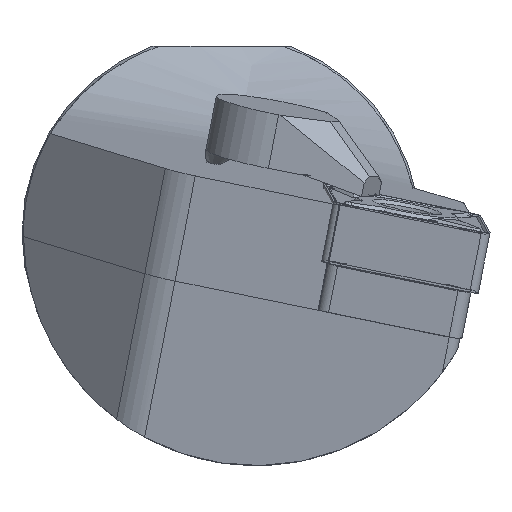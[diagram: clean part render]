
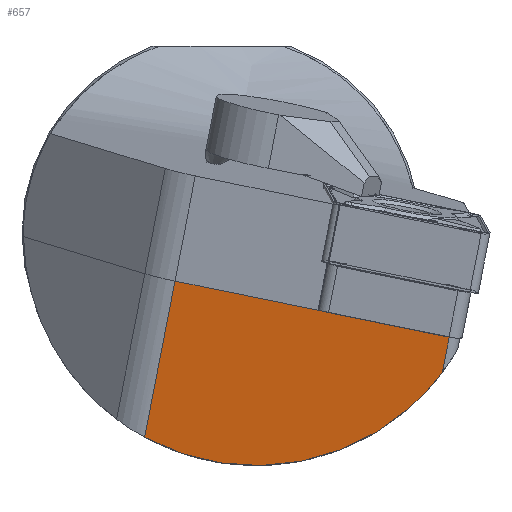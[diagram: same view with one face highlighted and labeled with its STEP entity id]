
A CAD part, left-side view. The second image highlights one B-rep face of the part: STEP entity #657.
In plain terms, the highlighted planar face has unit normal (-0.991, 0.104, -0.086).
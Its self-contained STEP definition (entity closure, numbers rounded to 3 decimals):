
#647=ELLIPSE('',#2649,23.566,23.35);
#657=ADVANCED_FACE('',(#847),#777,.F.);
#777=PLANE('',#2650);
#847=FACE_OUTER_BOUND('',#955,.T.);
#955=EDGE_LOOP('',(#1180,#1181,#1182,#1183,#1184,#1185));
#1180=ORIENTED_EDGE('',*,*,#1993,.F.);
#1181=ORIENTED_EDGE('',*,*,#1994,.T.);
#1182=ORIENTED_EDGE('',*,*,#1995,.T.);
#1183=ORIENTED_EDGE('',*,*,#1996,.F.);
#1184=ORIENTED_EDGE('',*,*,#1997,.T.);
#1185=ORIENTED_EDGE('',*,*,#1985,.T.);
#1781=VERTEX_POINT('',#3456);
#1782=VERTEX_POINT('',#3458);
#1790=VERTEX_POINT('',#3480);
#1791=VERTEX_POINT('',#3482);
#1792=VERTEX_POINT('',#3484);
#1793=VERTEX_POINT('',#3486);
#1985=EDGE_CURVE('',#1781,#1782,#2288,.T.);
#1993=EDGE_CURVE('',#1790,#1782,#2293,.T.);
#1994=EDGE_CURVE('',#1790,#1791,#2294,.T.);
#1995=EDGE_CURVE('',#1791,#1792,#647,.T.);
#1996=EDGE_CURVE('',#1793,#1792,#2295,.T.);
#1997=EDGE_CURVE('',#1793,#1781,#2296,.T.);
#2288=LINE('',#3459,#2466);
#2293=LINE('',#3479,#2471);
#2294=LINE('',#3481,#2472);
#2295=LINE('',#3485,#2473);
#2296=LINE('',#3487,#2474);
#2466=VECTOR('',#2861,1.);
#2471=VECTOR('',#2874,1.);
#2472=VECTOR('',#2875,1.);
#2473=VECTOR('',#2878,1.);
#2474=VECTOR('',#2879,1.);
#2649=AXIS2_PLACEMENT_3D('',#3483,#2876,#2877);
#2650=AXIS2_PLACEMENT_3D('',#3488,#2880,#2881);
#2861=DIRECTION('',(0.085,0.976,0.199));
#2874=DIRECTION('',(-0.085,-0.976,-0.199));
#2875=DIRECTION('',(0.105,0.19,-0.976));
#2876=DIRECTION('',(-0.991,0.104,-0.086));
#2877=DIRECTION('',(-0.135,-0.765,0.63));
#2878=DIRECTION('',(0.105,0.19,-0.976));
#2879=DIRECTION('',(0.085,0.976,0.199));
#2880=DIRECTION('',(0.991,-0.104,0.086));
#2881=DIRECTION('',(0.105,0.995,0.));
#3456=CARTESIAN_POINT('',(-227.387,-9.862,51.691));
#3458=CARTESIAN_POINT('',(-227.354,-9.492,51.767));
#3459=CARTESIAN_POINT('',(-226.092,4.943,54.708));
#3479=CARTESIAN_POINT('',(-226.092,4.943,54.708));
#3480=CARTESIAN_POINT('',(-226.092,4.943,54.708));
#3481=CARTESIAN_POINT('',(-277.646,-88.651,536.208));
#3482=CARTESIAN_POINT('',(-224.413,7.99,39.031));
#3483=CARTESIAN_POINT('',(-227.365,-3.203,59.524));
#3484=CARTESIAN_POINT('',(-228.123,-21.916,45.559));
#3485=CARTESIAN_POINT('',(-280.056,-116.198,530.595));
#3486=CARTESIAN_POINT('',(-228.502,-22.604,49.095));
#3487=CARTESIAN_POINT('',(-226.092,4.943,54.708));
#3488=CARTESIAN_POINT('',(-277.646,-88.651,536.208));
